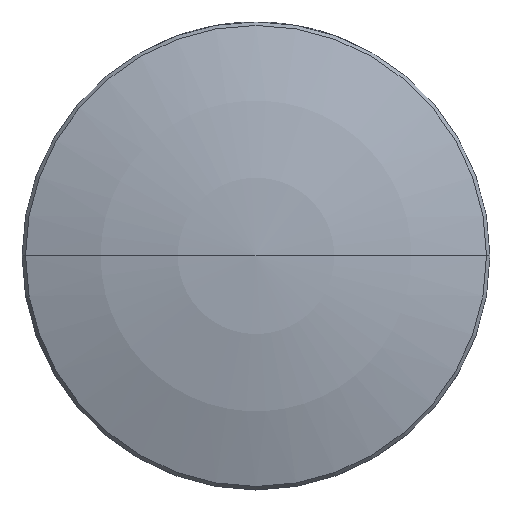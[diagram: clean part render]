
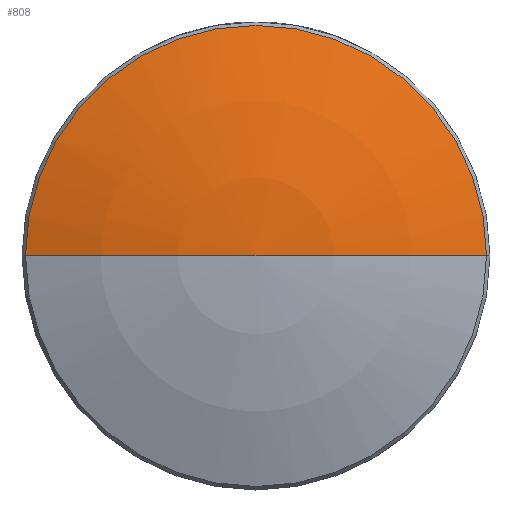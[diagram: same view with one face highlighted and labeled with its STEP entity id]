
A CAD part, top view. The second image highlights one B-rep face of the part: STEP entity #808.
In plain terms, the highlighted toroidal (fillet/blend) face has major radius 0.001 mm and minor radius 18.4 mm.
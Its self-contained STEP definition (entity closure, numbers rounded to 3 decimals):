
#36 = DIRECTION ( 'NONE',  ( -1., 0., 0. ) ) ;
#73 = CIRCLE ( 'NONE', #605, 6.256 ) ;
#117 = DIRECTION ( 'NONE',  ( -1., 0., 0. ) ) ;
#156 = EDGE_CURVE ( 'NONE', #1381, #1018, #73, .T. ) ;
#173 = CARTESIAN_POINT ( 'NONE',  ( 0.001, 0., -16.935 ) ) ;
#181 = DIRECTION ( 'NONE',  ( 0., 0., -1. ) ) ;
#276 = EDGE_LOOP ( 'NONE', ( #1409, #841, #1007 ) ) ;
#311 = EDGE_CURVE ( 'NONE', #1381, #463, #1272, .T. ) ;
#339 = CARTESIAN_POINT ( 'NONE',  ( -0.001, 0., -16.935 ) ) ;
#348 = AXIS2_PLACEMENT_3D ( 'NONE', #339, #842, #117 ) ;
#387 = CARTESIAN_POINT ( 'NONE',  ( 0., 0., 0.369 ) ) ;
#420 = TOROIDAL_SURFACE ( 'NONE', #1069, 0.001, 18.4 ) ;
#463 = VERTEX_POINT ( 'NONE', #941 ) ;
#478 = CARTESIAN_POINT ( 'NONE',  ( 6.256, 0., 0.369 ) ) ;
#493 = FACE_OUTER_BOUND ( 'NONE', #276, .T. ) ;
#605 = AXIS2_PLACEMENT_3D ( 'NONE', #387, #759, #36 ) ;
#759 = DIRECTION ( 'NONE',  ( 0., 0., 1. ) ) ;
#776 = CARTESIAN_POINT ( 'NONE',  ( -6.256, 0., 0.369 ) ) ;
#785 = CIRCLE ( 'NONE', #348, 18.4 ) ;
#808 = ADVANCED_FACE ( 'NONE', ( #493 ), #420, .T. ) ;
#830 = DIRECTION ( 'NONE',  ( 1., 0., 0. ) ) ;
#834 = EDGE_CURVE ( 'NONE', #1018, #463, #785, .T. ) ;
#841 = ORIENTED_EDGE ( 'NONE', *, *, #834, .T. ) ;
#842 = DIRECTION ( 'NONE',  ( 0., 1., 0. ) ) ;
#941 = CARTESIAN_POINT ( 'NONE',  ( 0., 0., 1.465 ) ) ;
#1007 = ORIENTED_EDGE ( 'NONE', *, *, #311, .F. ) ;
#1009 = AXIS2_PLACEMENT_3D ( 'NONE', #173, #1513, #181 ) ;
#1018 = VERTEX_POINT ( 'NONE', #776 ) ;
#1069 = AXIS2_PLACEMENT_3D ( 'NONE', #1190, #1301, #830 ) ;
#1190 = CARTESIAN_POINT ( 'NONE',  ( 0., 0., -16.935 ) ) ;
#1272 = CIRCLE ( 'NONE', #1009, 18.4 ) ;
#1301 = DIRECTION ( 'NONE',  ( 0., 0., 1. ) ) ;
#1381 = VERTEX_POINT ( 'NONE', #478 ) ;
#1409 = ORIENTED_EDGE ( 'NONE', *, *, #156, .T. ) ;
#1513 = DIRECTION ( 'NONE',  ( 0., -1., 0. ) ) ;
